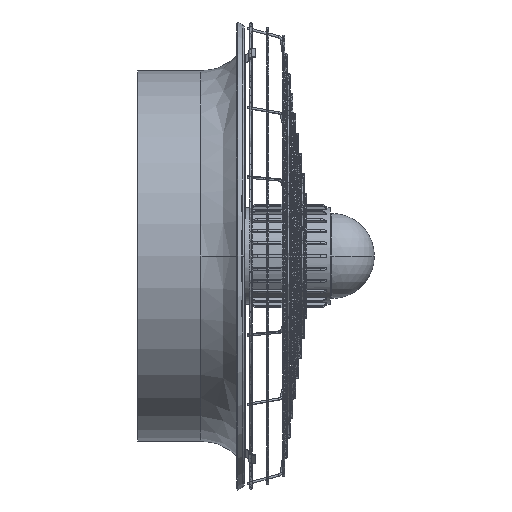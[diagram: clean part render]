
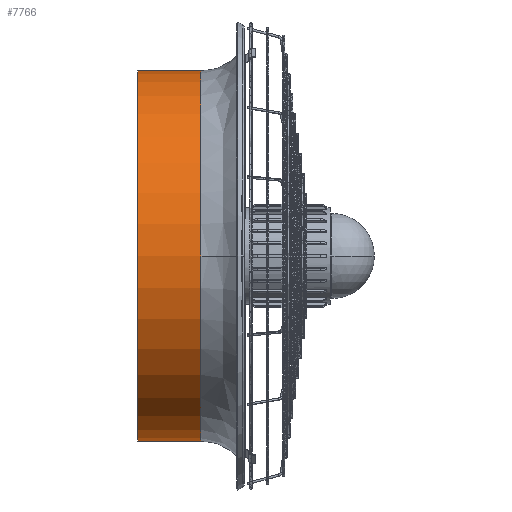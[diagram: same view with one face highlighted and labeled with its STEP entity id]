
A CAD part, front view. The second image highlights one B-rep face of the part: STEP entity #7766.
In plain terms, the highlighted cylindrical face has radius 257 mm (diameter 514 mm), a partial arc.
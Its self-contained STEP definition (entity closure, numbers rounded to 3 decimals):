
#2631 = CYLINDRICAL_SURFACE ( 'NONE', #27848, 257. ) ;
#3919 = EDGE_LOOP ( 'NONE', ( #6102, #33013, #6563, #22486, #24951 ) ) ;
#4493 = CARTESIAN_POINT ( 'NONE',  ( -342.034, -464., 0. ) ) ;
#4594 = EDGE_CURVE ( 'NONE', #24993, #9999, #40516, .T. ) ;
#4887 = CARTESIAN_POINT ( 'NONE',  ( -342.034, -464., -257. ) ) ;
#6102 = ORIENTED_EDGE ( 'NONE', *, *, #16732, .T. ) ;
#6562 = CARTESIAN_POINT ( 'NONE',  ( -386.034, -464., -257. ) ) ;
#6563 = ORIENTED_EDGE ( 'NONE', *, *, #22614, .T. ) ;
#7766 = ADVANCED_FACE ( 'NONE', ( #19905 ), #2631, .T. ) ;
#8204 = DIRECTION ( 'NONE',  ( -1., 0., 0. ) ) ;
#8723 = AXIS2_PLACEMENT_3D ( 'NONE', #28223, #37547, #40315 ) ;
#9277 = CARTESIAN_POINT ( 'NONE',  ( -386.034, -464., 0. ) ) ;
#9956 = VERTEX_POINT ( 'NONE', #19404 ) ;
#9999 = VERTEX_POINT ( 'NONE', #6562 ) ;
#11256 = CARTESIAN_POINT ( 'NONE',  ( -342.034, -464., 257. ) ) ;
#11811 = EDGE_CURVE ( 'NONE', #9956, #9999, #15317, .T. ) ;
#12178 = DIRECTION ( 'NONE',  ( 0., 0., -1. ) ) ;
#12657 = DIRECTION ( 'NONE',  ( 0., 0., -1. ) ) ;
#12689 = CIRCLE ( 'NONE', #8723, 257. ) ;
#14968 = AXIS2_PLACEMENT_3D ( 'NONE', #9277, #30995, #12178 ) ;
#15317 = CIRCLE ( 'NONE', #14968, 257. ) ;
#15547 = DIRECTION ( 'NONE',  ( -1., 0., 0. ) ) ;
#16732 = EDGE_CURVE ( 'NONE', #24993, #35811, #12689, .T. ) ;
#17355 = CARTESIAN_POINT ( 'NONE',  ( -298.034, -464., 257. ) ) ;
#17687 = LINE ( 'NONE', #11256, #33551 ) ;
#19404 = CARTESIAN_POINT ( 'NONE',  ( -386.034, -464., 257. ) ) ;
#19905 = FACE_OUTER_BOUND ( 'NONE', #3919, .T. ) ;
#20138 = DIRECTION ( 'NONE',  ( 0., 0., -1. ) ) ;
#20844 = DIRECTION ( 'NONE',  ( -1., 0., 0. ) ) ;
#20956 = VERTEX_POINT ( 'NONE', #17355 ) ;
#21556 = CIRCLE ( 'NONE', #30031, 257. ) ;
#21807 = VECTOR ( 'NONE', #8204, 1000. ) ;
#22237 = CARTESIAN_POINT ( 'NONE',  ( -298.034, -464., 0. ) ) ;
#22486 = ORIENTED_EDGE ( 'NONE', *, *, #11811, .T. ) ;
#22614 = EDGE_CURVE ( 'NONE', #20956, #9956, #17687, .T. ) ;
#24951 = ORIENTED_EDGE ( 'NONE', *, *, #4594, .F. ) ;
#24993 = VERTEX_POINT ( 'NONE', #28833 ) ;
#26344 = DIRECTION ( 'NONE',  ( -1., 0., 0. ) ) ;
#27848 = AXIS2_PLACEMENT_3D ( 'NONE', #4493, #26344, #20138 ) ;
#28223 = CARTESIAN_POINT ( 'NONE',  ( -298.034, -464., 0. ) ) ;
#28833 = CARTESIAN_POINT ( 'NONE',  ( -298.034, -464., -257. ) ) ;
#28909 = EDGE_CURVE ( 'NONE', #35811, #20956, #21556, .T. ) ;
#30031 = AXIS2_PLACEMENT_3D ( 'NONE', #22237, #15547, #12657 ) ;
#30995 = DIRECTION ( 'NONE',  ( 1., 0., 0. ) ) ;
#32088 = CARTESIAN_POINT ( 'NONE',  ( -298.034, -721., 0. ) ) ;
#33013 = ORIENTED_EDGE ( 'NONE', *, *, #28909, .T. ) ;
#33551 = VECTOR ( 'NONE', #20844, 1000. ) ;
#35811 = VERTEX_POINT ( 'NONE', #32088 ) ;
#37547 = DIRECTION ( 'NONE',  ( -1., 0., 0. ) ) ;
#40315 = DIRECTION ( 'NONE',  ( 0., 0., -1. ) ) ;
#40516 = LINE ( 'NONE', #4887, #21807 ) ;
